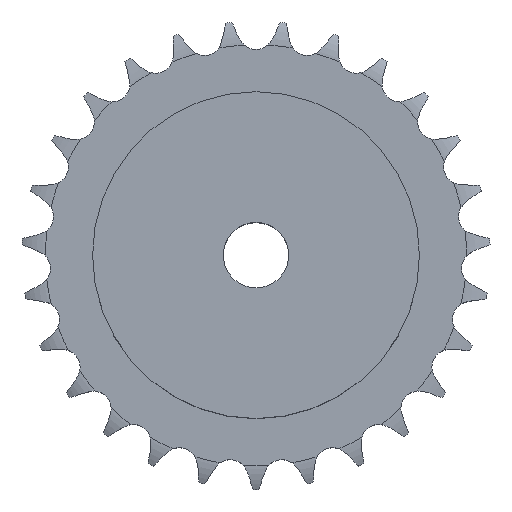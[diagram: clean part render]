
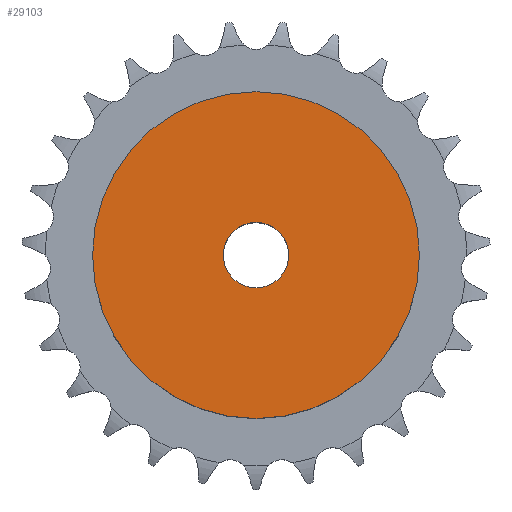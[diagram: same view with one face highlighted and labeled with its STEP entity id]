
A CAD part, top view. The second image highlights one B-rep face of the part: STEP entity #29103.
In plain terms, the highlighted planar face has unit normal (0, 0, 1).
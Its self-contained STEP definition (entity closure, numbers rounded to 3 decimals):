
#3603 = CYLINDRICAL_SURFACE('',#3604,30.);
#3604 = AXIS2_PLACEMENT_3D('',#3605,#3606,#3607);
#3605 = CARTESIAN_POINT('',(0.,0.,0.));
#3606 = DIRECTION('',(-0.,-0.,-1.));
#3607 = DIRECTION('',(1.,0.,0.));
#18484 = VERTEX_POINT('',#18485);
#18485 = CARTESIAN_POINT('',(30.,0.,28.));
#18506 = EDGE_CURVE('',#18484,#18484,#18507,.T.);
#18507 = SURFACE_CURVE('',#18508,(#18513,#18520),.PCURVE_S1.);
#18508 = CIRCLE('',#18509,30.);
#18509 = AXIS2_PLACEMENT_3D('',#18510,#18511,#18512);
#18510 = CARTESIAN_POINT('',(0.,0.,28.));
#18511 = DIRECTION('',(0.,0.,1.));
#18512 = DIRECTION('',(1.,0.,0.));
#18513 = PCURVE('',#3603,#18514);
#18514 = DEFINITIONAL_REPRESENTATION('',(#18515),#18519);
#18515 = LINE('',#18516,#18517);
#18516 = CARTESIAN_POINT('',(-0.,-28.));
#18517 = VECTOR('',#18518,1.);
#18518 = DIRECTION('',(-1.,0.));
#18519 = ( GEOMETRIC_REPRESENTATION_CONTEXT(2) 
PARAMETRIC_REPRESENTATION_CONTEXT() REPRESENTATION_CONTEXT('2D SPACE',''
  ) );
#18520 = PCURVE('',#18521,#18526);
#18521 = PLANE('',#18522);
#18522 = AXIS2_PLACEMENT_3D('',#18523,#18524,#18525);
#18523 = CARTESIAN_POINT('',(0.,0.,28.)
  );
#18524 = DIRECTION('',(0.,0.,1.));
#18525 = DIRECTION('',(1.,0.,0.));
#18526 = DEFINITIONAL_REPRESENTATION('',(#18527),#18531);
#18527 = CIRCLE('',#18528,30.);
#18528 = AXIS2_PLACEMENT_2D('',#18529,#18530);
#18529 = CARTESIAN_POINT('',(0.,0.));
#18530 = DIRECTION('',(1.,0.));
#18531 = ( GEOMETRIC_REPRESENTATION_CONTEXT(2) 
PARAMETRIC_REPRESENTATION_CONTEXT() REPRESENTATION_CONTEXT('2D SPACE',''
  ) );
#24698 = CYLINDRICAL_SURFACE('',#24699,6.);
#24699 = AXIS2_PLACEMENT_3D('',#24700,#24701,#24702);
#24700 = CARTESIAN_POINT('',(0.,0.,133.886));
#24701 = DIRECTION('',(0.,0.,1.));
#24702 = DIRECTION('',(1.,0.,0.));
#29103 = ADVANCED_FACE('',(#29104,#29107),#18521,.T.);
#29104 = FACE_BOUND('',#29105,.T.);
#29105 = EDGE_LOOP('',(#29106));
#29106 = ORIENTED_EDGE('',*,*,#18506,.T.);
#29107 = FACE_BOUND('',#29108,.T.);
#29108 = EDGE_LOOP('',(#29109));
#29109 = ORIENTED_EDGE('',*,*,#29110,.F.);
#29110 = EDGE_CURVE('',#29111,#29111,#29113,.T.);
#29111 = VERTEX_POINT('',#29112);
#29112 = CARTESIAN_POINT('',(6.,0.,28.));
#29113 = SURFACE_CURVE('',#29114,(#29119,#29126),.PCURVE_S1.);
#29114 = CIRCLE('',#29115,6.);
#29115 = AXIS2_PLACEMENT_3D('',#29116,#29117,#29118);
#29116 = CARTESIAN_POINT('',(0.,0.,28.));
#29117 = DIRECTION('',(0.,0.,1.));
#29118 = DIRECTION('',(1.,0.,0.));
#29119 = PCURVE('',#18521,#29120);
#29120 = DEFINITIONAL_REPRESENTATION('',(#29121),#29125);
#29121 = CIRCLE('',#29122,6.);
#29122 = AXIS2_PLACEMENT_2D('',#29123,#29124);
#29123 = CARTESIAN_POINT('',(0.,0.));
#29124 = DIRECTION('',(1.,0.));
#29125 = ( GEOMETRIC_REPRESENTATION_CONTEXT(2) 
PARAMETRIC_REPRESENTATION_CONTEXT() REPRESENTATION_CONTEXT('2D SPACE',''
  ) );
#29126 = PCURVE('',#24698,#29127);
#29127 = DEFINITIONAL_REPRESENTATION('',(#29128),#29132);
#29128 = LINE('',#29129,#29130);
#29129 = CARTESIAN_POINT('',(0.,-105.886));
#29130 = VECTOR('',#29131,1.);
#29131 = DIRECTION('',(1.,0.));
#29132 = ( GEOMETRIC_REPRESENTATION_CONTEXT(2) 
PARAMETRIC_REPRESENTATION_CONTEXT() REPRESENTATION_CONTEXT('2D SPACE',''
  ) );
